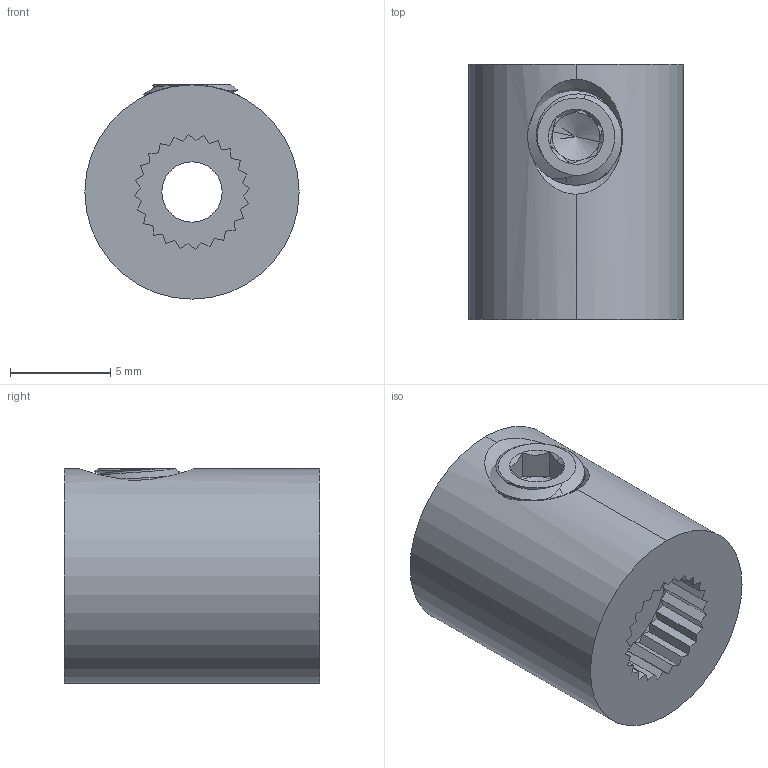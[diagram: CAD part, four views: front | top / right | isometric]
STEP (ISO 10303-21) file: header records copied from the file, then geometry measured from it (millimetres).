
FILE_DESCRIPTION (( 'STEP AP203' ), '1' );
FILE_NAME ('525134 assembly.STEP', '2017-06-28T15:56:46', ( '' ), ( '' ), 'SwSTEP 2.0', 'SolidWorks 2016', '' );
FILE_SCHEMA (( 'CONFIG_CONTROL_DESIGN' ));
Length unit declared in the file: inch
Products named in the file (3): 632134_91375A436; 525134; 525134 assembly
Assembly tree (2 placements, depth 2):
  525134 assembly
    525134
    632134_91375A436
Bounding box: 10.67 x 12.7 x 10.67 mm (x, y, z)
Volume: 783.7 mm3; surface area: 970.1 mm2
Topology: 2 solids, 2 shells, 121 faces, 328 edges, 209 vertices
Faces by surface type: plane 66, cylinder 28, cone 18, bspline 9
Entity records: 9364 total; most frequent: CARTESIAN_POINT 6252, ORIENTED_EDGE 648, DIRECTION 507, EDGE_CURVE 324, VERTEX_POINT 209, LINE 197, VECTOR 197, AXIS2_PLACEMENT_3D 155
